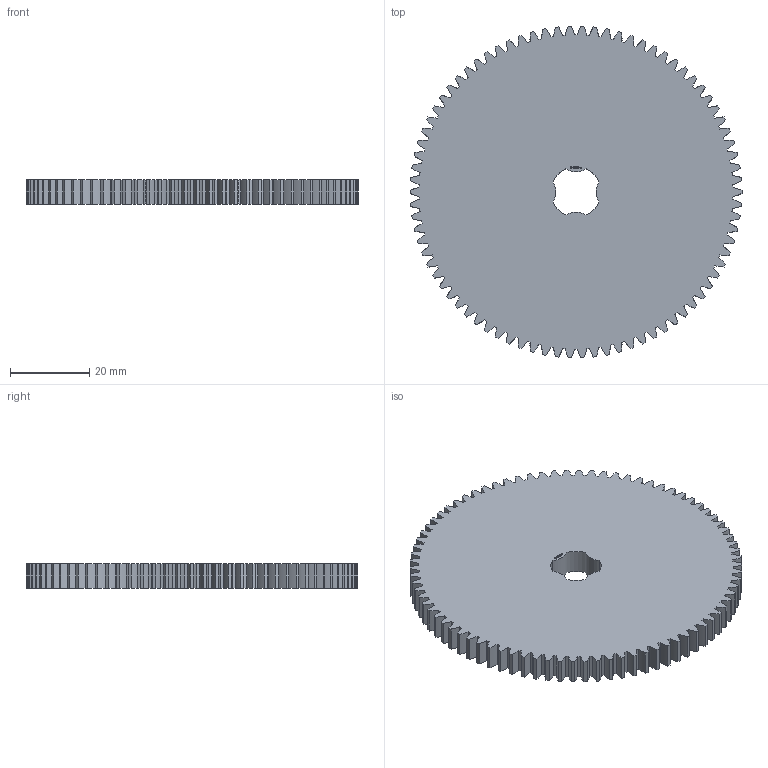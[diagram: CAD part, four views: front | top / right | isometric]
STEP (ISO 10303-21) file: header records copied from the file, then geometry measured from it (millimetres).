
FILE_DESCRIPTION(('FreeCAD Model'),'2;1');
FILE_NAME('Open CASCADE Shape Model','2024-03-10T23:44:44',(''),(''), 'Open CASCADE STEP processor 7.6','FreeCAD','Unknown');
FILE_SCHEMA(('AUTOMOTIVE_DESIGN { 1 0 10303 214 1 1 1 1 }'));
Products named in the file (1): Gear Wheel PLN TTH82 BU00.50 SFT-SHD - SPN-GWH-0306 (stemfie.org)
Bounding box: 84 x 83.97 x 6.25 mm (x, y, z)
Volume: 32206.1 mm3; surface area: 13803.3 mm2
Topology: 1 solids, 1 shells, 833 faces, 2400 edges, 1600 vertices
Faces by surface type: extrusion 512, plane 313, cylinder 8
Entity records: 79604 total; most frequent: CARTESIAN_POINT 29524, DIRECTION 6324, VECTOR 5632, LINE 5120, ORIENTED_EDGE 4800, PCURVE 4800, DEFINITIONAL_REPRESENTATION 4800, B_SPLINE_CURVE_WITH_KNOTS 2560
